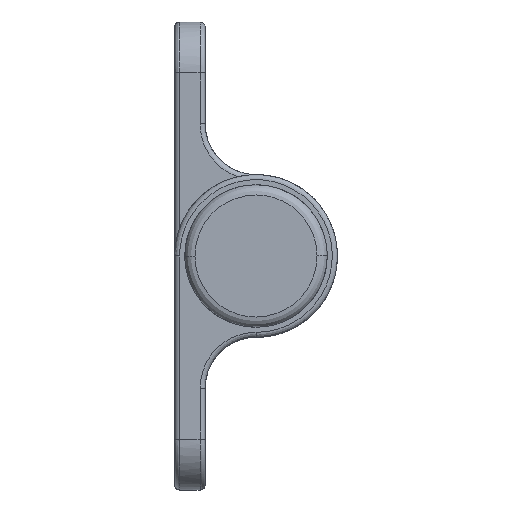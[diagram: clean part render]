
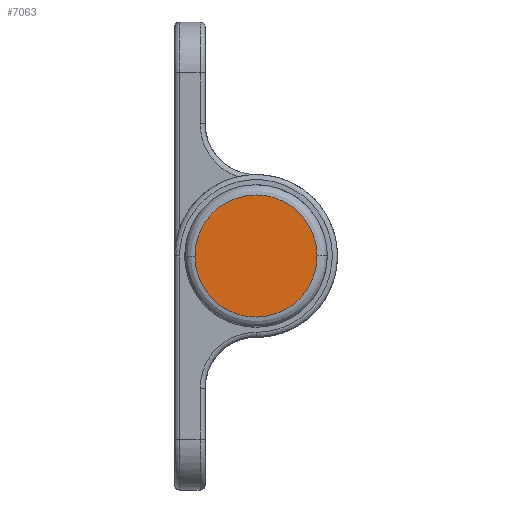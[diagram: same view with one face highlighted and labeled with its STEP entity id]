
A CAD part, left-side view. The second image highlights one B-rep face of the part: STEP entity #7063.
In plain terms, the highlighted free-form (B-spline) face has degree [1, 1] with [2, 2] control points.
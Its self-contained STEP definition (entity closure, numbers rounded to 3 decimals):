
#6992=CARTESIAN_POINT('',(-52.5,-6.599,6.599));
#6993=CARTESIAN_POINT('',(-52.5,-6.599,-6.599));
#6994=CARTESIAN_POINT('',(-52.5,6.599,6.599));
#6995=CARTESIAN_POINT('',(-52.5,6.599,-6.599));
#6996=B_SPLINE_SURFACE_WITH_KNOTS('',1,1,((#6992,#6994),(#6993,#6995)),.UNSPECIFIED.,.F.,.F.,.U.,(2,2),(2,2),(0.0,13.199),(0.0,13.198),.UNSPECIFIED.);
#6997=CARTESIAN_POINT('',(-52.5,0.0,-6.));
#6998=VERTEX_POINT('',#6997);
#6999=CARTESIAN_POINT('',(-52.5,-6.,0.075));
#7000=VERTEX_POINT('',#6999);
#7001=CARTESIAN_POINT('',(-52.5,0.0,-6.));
#7002=CARTESIAN_POINT('',(-52.5,-6.,-6.));
#7003=CARTESIAN_POINT('',(-52.5,-6.,0.));
#7004=CARTESIAN_POINT('',(-52.5,-6.,0.038));
#7005=CARTESIAN_POINT('',(-52.5,-6.,0.075));
#7013=(BOUNDED_CURVE()B_SPLINE_CURVE(2,(#7001,#7002,#7003,#7004,#7005),.UNSPECIFIED.,.F.,.U.)B_SPLINE_CURVE_WITH_KNOTS((3,2,3),(0.0,0.25,0.252),.UNSPECIFIED.)CURVE()GEOMETRIC_REPRESENTATION_ITEM()RATIONAL_B_SPLINE_CURVE((1.0,0.707,1.0,0.997,0.995))REPRESENTATION_ITEM(''));
#7014=EDGE_CURVE('',#6998,#7000,#7013,.T.);
#7015=ORIENTED_EDGE('',*,*,#7014,.T.);
#7016=CARTESIAN_POINT('',(-52.5,0.0,6.));
#7017=VERTEX_POINT('',#7016);
#7018=CARTESIAN_POINT('',(-52.5,-6.,0.075));
#7019=CARTESIAN_POINT('',(-52.5,-5.925,6.));
#7020=CARTESIAN_POINT('',(-52.5,0.0,6.));
#7028=(BOUNDED_CURVE()B_SPLINE_CURVE(2,(#7018,#7019,#7020),.UNSPECIFIED.,.F.,.U.)B_SPLINE_CURVE_WITH_KNOTS((3,3),(0.252,0.5),.UNSPECIFIED.)CURVE()GEOMETRIC_REPRESENTATION_ITEM()RATIONAL_B_SPLINE_CURVE((0.995,0.71,1.0))REPRESENTATION_ITEM(''));
#7029=EDGE_CURVE('',#7000,#7017,#7028,.T.);
#7030=ORIENTED_EDGE('',*,*,#7029,.T.);
#7031=CARTESIAN_POINT('',(-52.5,6.,-0.075));
#7032=VERTEX_POINT('',#7031);
#7033=CARTESIAN_POINT('',(-52.5,0.0,6.));
#7034=CARTESIAN_POINT('',(-52.5,6.,6.));
#7035=CARTESIAN_POINT('',(-52.5,6.,0.));
#7036=CARTESIAN_POINT('',(-52.5,6.,-0.038));
#7037=CARTESIAN_POINT('',(-52.5,6.,-0.075));
#7045=(BOUNDED_CURVE()B_SPLINE_CURVE(2,(#7033,#7034,#7035,#7036,#7037),.UNSPECIFIED.,.F.,.U.)B_SPLINE_CURVE_WITH_KNOTS((3,2,3),(0.5,0.75,0.752),.UNSPECIFIED.)CURVE()GEOMETRIC_REPRESENTATION_ITEM()RATIONAL_B_SPLINE_CURVE((1.0,0.707,1.0,0.997,0.995))REPRESENTATION_ITEM(''));
#7046=EDGE_CURVE('',#7017,#7032,#7045,.T.);
#7047=ORIENTED_EDGE('',*,*,#7046,.T.);
#7048=CARTESIAN_POINT('',(-52.5,6.,-0.075));
#7049=CARTESIAN_POINT('',(-52.5,5.925,-6.));
#7050=CARTESIAN_POINT('',(-52.5,0.0,-6.));
#7058=(BOUNDED_CURVE()B_SPLINE_CURVE(2,(#7048,#7049,#7050),.UNSPECIFIED.,.F.,.U.)B_SPLINE_CURVE_WITH_KNOTS((3,3),(0.752,1.0),.UNSPECIFIED.)CURVE()GEOMETRIC_REPRESENTATION_ITEM()RATIONAL_B_SPLINE_CURVE((0.995,0.71,1.0))REPRESENTATION_ITEM(''));
#7059=EDGE_CURVE('',#7032,#6998,#7058,.T.);
#7060=ORIENTED_EDGE('',*,*,#7059,.T.);
#7061=EDGE_LOOP('',(#7015,#7030,#7047,#7060));
#7062=FACE_OUTER_BOUND('',#7061,.T.);
#7063=ADVANCED_FACE('',(#7062),#6996,.F.);
